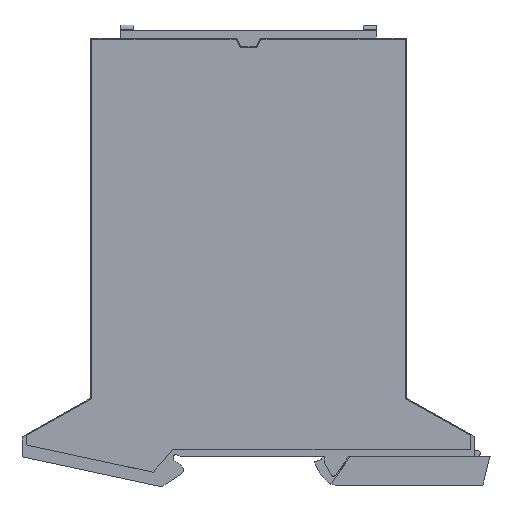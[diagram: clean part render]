
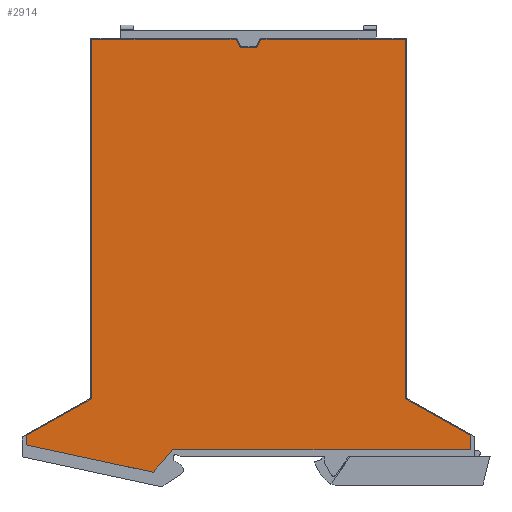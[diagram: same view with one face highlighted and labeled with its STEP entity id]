
A CAD part, left-side view. The second image highlights one B-rep face of the part: STEP entity #2914.
In plain terms, the highlighted planar face has unit normal (-1, 0, 0).
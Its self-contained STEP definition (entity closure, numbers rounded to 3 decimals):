
#2892=AXIS2_PLACEMENT_3D('Plane Axis2P3D',#2889,#2890,#2891) ;
#1378=CARTESIAN_POINT('Vertex',(0.,54.457,102.837)) ;
#1385=CARTESIAN_POINT('Vertex',(0.,58.347,102.837)) ;
#1388=CARTESIAN_POINT('Line Origine',(0.,56.402,102.837)) ;
#1406=CARTESIAN_POINT('Line Origine',(0.,54.014,103.787)) ;
#1410=CARTESIAN_POINT('Vertex',(0.,53.571,104.737)) ;
#1431=CARTESIAN_POINT('Line Origine',(0.,51.821,104.737)) ;
#1435=CARTESIAN_POINT('Vertex',(0.,50.071,104.737)) ;
#1438=CARTESIAN_POINT('Line Origine',(0.,34.937,104.737)) ;
#1442=CARTESIAN_POINT('Vertex',(0.,19.802,104.737)) ;
#1464=CARTESIAN_POINT('Line Origine',(0.,19.802,62.761)) ;
#1468=CARTESIAN_POINT('Vertex',(0.,19.802,20.784)) ;
#1489=CARTESIAN_POINT('Line Origine',(0.,12.186,16.519)) ;
#1493=CARTESIAN_POINT('Vertex',(0.,4.57,12.253)) ;
#1514=CARTESIAN_POINT('Line Origine',(0.,4.57,10.545)) ;
#1518=CARTESIAN_POINT('Vertex',(0.,4.57,8.837)) ;
#1539=CARTESIAN_POINT('Line Origine',(0.,39.349,8.837)) ;
#1543=CARTESIAN_POINT('Vertex',(0.,74.129,8.837)) ;
#1568=CARTESIAN_POINT('Control Point',(0.,74.602,8.296)) ;
#1569=CARTESIAN_POINT('Control Point',(0.,74.444,8.476)) ;
#1570=CARTESIAN_POINT('Control Point',(0.,74.286,8.657)) ;
#1571=CARTESIAN_POINT('Control Point',(0.,74.129,8.837)) ;
#1572=CARTESIAN_POINT('Vertex',(0.,74.602,8.296)) ;
#1597=CARTESIAN_POINT('Control Point',(0.,74.607,8.29)) ;
#1598=CARTESIAN_POINT('Control Point',(0.,74.605,8.292)) ;
#1599=CARTESIAN_POINT('Control Point',(0.,74.604,8.294)) ;
#1600=CARTESIAN_POINT('Control Point',(0.,74.602,8.296)) ;
#1601=CARTESIAN_POINT('Vertex',(0.,74.607,8.29)) ;
#1622=CARTESIAN_POINT('Line Origine',(0.,76.644,5.958)) ;
#1626=CARTESIAN_POINT('Vertex',(0.,78.681,3.626)) ;
#1647=CARTESIAN_POINT('Line Origine',(0.,93.458,6.805)) ;
#1651=CARTESIAN_POINT('Vertex',(0.,108.234,9.985)) ;
#1676=CARTESIAN_POINT('Line Origine',(0.,108.234,11.119)) ;
#1680=CARTESIAN_POINT('Vertex',(0.,108.234,12.253)) ;
#1701=CARTESIAN_POINT('Line Origine',(0.,100.618,16.519)) ;
#1705=CARTESIAN_POINT('Vertex',(0.,93.002,20.784)) ;
#1726=CARTESIAN_POINT('Line Origine',(0.,93.002,62.761)) ;
#1730=CARTESIAN_POINT('Vertex',(0.,93.002,104.737)) ;
#1746=CARTESIAN_POINT('Line Origine',(0.,60.983,104.737)) ;
#1750=CARTESIAN_POINT('Vertex',(0.,59.233,104.737)) ;
#1752=CARTESIAN_POINT('Vertex',(0.,62.733,104.737)) ;
#1760=CARTESIAN_POINT('Line Origine',(0.,77.867,104.737)) ;
#1779=CARTESIAN_POINT('Line Origine',(0.,58.79,103.787)) ;
#2889=CARTESIAN_POINT('Axis2P3D Location',(0.,56.402,7.237)) ;
#1389=DIRECTION('Vector Direction',(0.,1.,0.)) ;
#1407=DIRECTION('Vector Direction',(0.,-0.423,0.906)) ;
#1432=DIRECTION('Vector Direction',(0.,1.,0.)) ;
#1439=DIRECTION('Vector Direction',(0.,1.,0.)) ;
#1465=DIRECTION('Vector Direction',(0.,0.,1.)) ;
#1490=DIRECTION('Vector Direction',(0.,0.872,0.489)) ;
#1515=DIRECTION('Vector Direction',(0.,0.,1.)) ;
#1540=DIRECTION('Vector Direction',(0.,1.,0.)) ;
#1623=DIRECTION('Vector Direction',(0.,-0.658,0.753)) ;
#1648=DIRECTION('Vector Direction',(0.,-0.978,-0.21)) ;
#1677=DIRECTION('Vector Direction',(0.,0.,-1.)) ;
#1702=DIRECTION('Vector Direction',(0.,0.872,-0.489)) ;
#1727=DIRECTION('Vector Direction',(0.,0.,-1.)) ;
#1747=DIRECTION('Vector Direction',(0.,1.,0.)) ;
#1761=DIRECTION('Vector Direction',(0.,1.,0.)) ;
#1780=DIRECTION('Vector Direction',(0.,0.423,0.906)) ;
#2890=DIRECTION('Axis2P3D Direction',(-1.,0.,0.)) ;
#2891=DIRECTION('Axis2P3D XDirection',(0.,1.,0.)) ;
#1390=VECTOR('Line Direction',#1389,1.) ;
#1408=VECTOR('Line Direction',#1407,1.) ;
#1433=VECTOR('Line Direction',#1432,1.) ;
#1440=VECTOR('Line Direction',#1439,1.) ;
#1466=VECTOR('Line Direction',#1465,1.) ;
#1491=VECTOR('Line Direction',#1490,1.) ;
#1516=VECTOR('Line Direction',#1515,1.) ;
#1541=VECTOR('Line Direction',#1540,1.) ;
#1624=VECTOR('Line Direction',#1623,1.) ;
#1649=VECTOR('Line Direction',#1648,1.) ;
#1678=VECTOR('Line Direction',#1677,1.) ;
#1703=VECTOR('Line Direction',#1702,1.) ;
#1728=VECTOR('Line Direction',#1727,1.) ;
#1748=VECTOR('Line Direction',#1747,1.) ;
#1762=VECTOR('Line Direction',#1761,1.) ;
#1781=VECTOR('Line Direction',#1780,1.) ;
#2895=ORIENTED_EDGE('',*,*,#1392,.T.) ;
#2896=ORIENTED_EDGE('',*,*,#1783,.T.) ;
#2897=ORIENTED_EDGE('',*,*,#1754,.T.) ;
#2898=ORIENTED_EDGE('',*,*,#1764,.T.) ;
#2899=ORIENTED_EDGE('',*,*,#1732,.T.) ;
#2900=ORIENTED_EDGE('',*,*,#1707,.T.) ;
#2901=ORIENTED_EDGE('',*,*,#1682,.T.) ;
#2902=ORIENTED_EDGE('',*,*,#1653,.T.) ;
#2903=ORIENTED_EDGE('',*,*,#1628,.T.) ;
#2904=ORIENTED_EDGE('',*,*,#1603,.T.) ;
#2905=ORIENTED_EDGE('',*,*,#1574,.T.) ;
#2906=ORIENTED_EDGE('',*,*,#1545,.T.) ;
#2907=ORIENTED_EDGE('',*,*,#1520,.T.) ;
#2908=ORIENTED_EDGE('',*,*,#1495,.T.) ;
#2909=ORIENTED_EDGE('',*,*,#1470,.T.) ;
#2910=ORIENTED_EDGE('',*,*,#1444,.T.) ;
#2911=ORIENTED_EDGE('',*,*,#1437,.T.) ;
#2912=ORIENTED_EDGE('',*,*,#1412,.T.) ;
#2914=ADVANCED_FACE('BASE',(#2913),#2893,.T.) ;
#1567=B_SPLINE_CURVE_WITH_KNOTS('',3,(#1568,#1569,#1570,#1571),.UNSPECIFIED.,.F.,.U.,(4,4),(183.365,184.084),.UNSPECIFIED.) ;
#1596=B_SPLINE_CURVE_WITH_KNOTS('',3,(#1597,#1598,#1599,#1600),.UNSPECIFIED.,.F.,.U.,(4,4),(183.357,183.365),.UNSPECIFIED.) ;
#1392=EDGE_CURVE('',#1379,#1386,#1391,.T.) ;
#1412=EDGE_CURVE('',#1411,#1379,#1409,.F.) ;
#1437=EDGE_CURVE('',#1436,#1411,#1434,.T.) ;
#1444=EDGE_CURVE('',#1443,#1436,#1441,.T.) ;
#1470=EDGE_CURVE('',#1469,#1443,#1467,.T.) ;
#1495=EDGE_CURVE('',#1494,#1469,#1492,.T.) ;
#1520=EDGE_CURVE('',#1519,#1494,#1517,.T.) ;
#1545=EDGE_CURVE('',#1544,#1519,#1542,.F.) ;
#1574=EDGE_CURVE('',#1573,#1544,#1567,.T.) ;
#1603=EDGE_CURVE('',#1602,#1573,#1596,.T.) ;
#1628=EDGE_CURVE('',#1627,#1602,#1625,.T.) ;
#1653=EDGE_CURVE('',#1652,#1627,#1650,.T.) ;
#1682=EDGE_CURVE('',#1681,#1652,#1679,.T.) ;
#1707=EDGE_CURVE('',#1706,#1681,#1704,.T.) ;
#1732=EDGE_CURVE('',#1731,#1706,#1729,.T.) ;
#1754=EDGE_CURVE('',#1751,#1753,#1749,.T.) ;
#1764=EDGE_CURVE('',#1753,#1731,#1763,.T.) ;
#1783=EDGE_CURVE('',#1386,#1751,#1782,.T.) ;
#2894=EDGE_LOOP('',(#2895,#2896,#2897,#2898,#2899,#2900,#2901,#2902,#2903,#2904,#2905,#2906,#2907,#2908,#2909,#2910,#2911,#2912)) ;
#2913=FACE_OUTER_BOUND('',#2894,.T.) ;
#1391=LINE('Line',#1388,#1390) ;
#1409=LINE('Line',#1406,#1408) ;
#1434=LINE('Line',#1431,#1433) ;
#1441=LINE('Line',#1438,#1440) ;
#1467=LINE('Line',#1464,#1466) ;
#1492=LINE('Line',#1489,#1491) ;
#1517=LINE('Line',#1514,#1516) ;
#1542=LINE('Line',#1539,#1541) ;
#1625=LINE('Line',#1622,#1624) ;
#1650=LINE('Line',#1647,#1649) ;
#1679=LINE('Line',#1676,#1678) ;
#1704=LINE('Line',#1701,#1703) ;
#1729=LINE('Line',#1726,#1728) ;
#1749=LINE('Line',#1746,#1748) ;
#1763=LINE('Line',#1760,#1762) ;
#1782=LINE('Line',#1779,#1781) ;
#2893=PLANE('',#2892) ;
#1379=VERTEX_POINT('',#1378) ;
#1386=VERTEX_POINT('',#1385) ;
#1411=VERTEX_POINT('',#1410) ;
#1436=VERTEX_POINT('',#1435) ;
#1443=VERTEX_POINT('',#1442) ;
#1469=VERTEX_POINT('',#1468) ;
#1494=VERTEX_POINT('',#1493) ;
#1519=VERTEX_POINT('',#1518) ;
#1544=VERTEX_POINT('',#1543) ;
#1573=VERTEX_POINT('',#1572) ;
#1602=VERTEX_POINT('',#1601) ;
#1627=VERTEX_POINT('',#1626) ;
#1652=VERTEX_POINT('',#1651) ;
#1681=VERTEX_POINT('',#1680) ;
#1706=VERTEX_POINT('',#1705) ;
#1731=VERTEX_POINT('',#1730) ;
#1751=VERTEX_POINT('',#1750) ;
#1753=VERTEX_POINT('',#1752) ;
